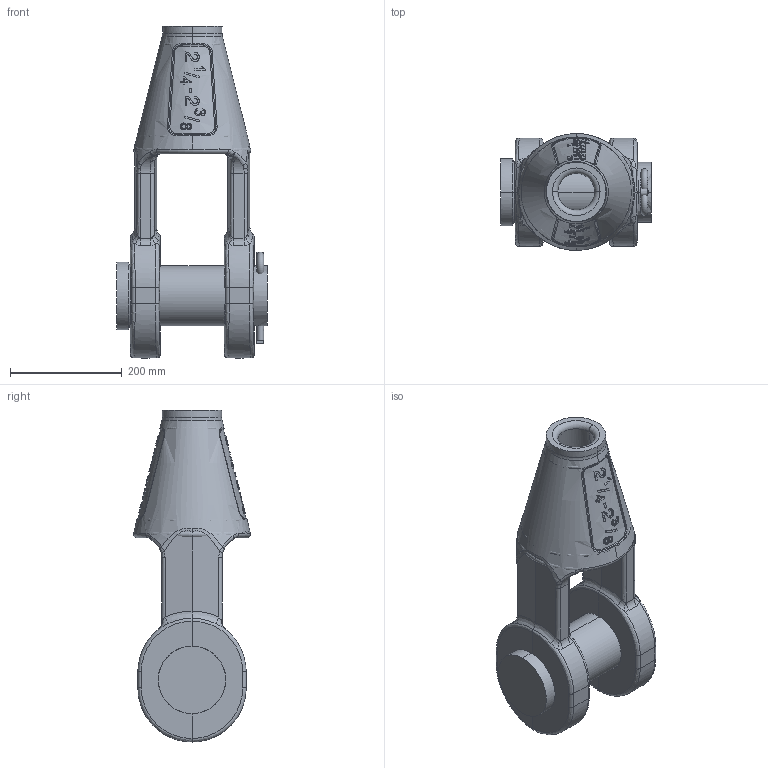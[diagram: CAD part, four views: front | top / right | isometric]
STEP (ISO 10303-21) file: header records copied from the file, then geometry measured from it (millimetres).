
FILE_DESCRIPTION((''),'2;1');
FILE_NAME('CROSBY_416_238_1039879-1039888','2011-08-31T',('Alan Doughty'),('The Crosby Group LLC'),'PRO/ENGINEER BY PARAMETRIC TECHNOLOGY CORPORATION, 2010230','PRO/ENGINEER BY PARAMETRIC TECHNOLOGY CORPORATION, 2010230','');
FILE_SCHEMA(('CONFIG_CONTROL_DESIGN'));
Products named in the file (1): CROSBY_416_238_1039879-1039888
Bounding box: 269.88 x 209.4 x 593.85 mm (x, y, z)
Surface area: 724145.7 mm2 (no closed solid volume)
Topology: 0 solids, 0 shells, 380 faces, 1864 edges, 1849 vertices
Faces by surface type: bspline 351, torus 25, sphere 4
Entity records: 44495 total; most frequent: CARTESIAN_POINT 30999, DEFINITIONAL_REPRESENTATION 1838, PCURVE 1838, COMPOSITE_CURVE_SEGMENT 1838, DIRECTION 1560, B_SPLINE_CURVE_WITH_KNOTS 1500, TRIMMED_CURVE 1257, VECTOR 1012
